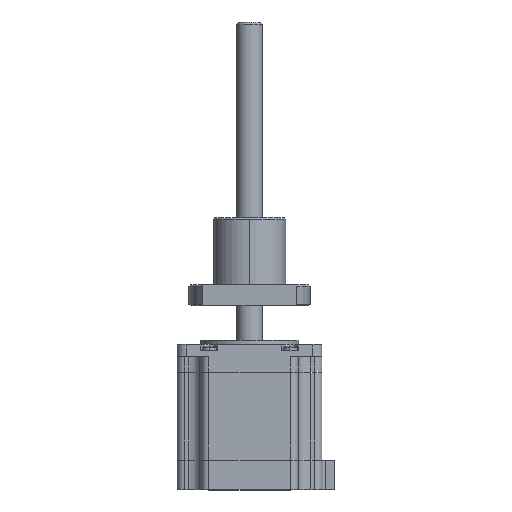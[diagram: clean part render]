
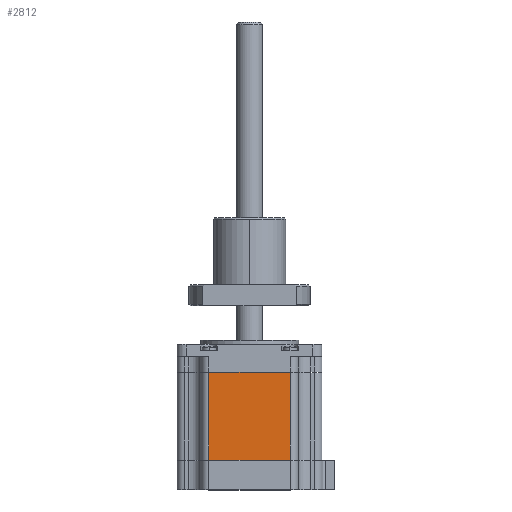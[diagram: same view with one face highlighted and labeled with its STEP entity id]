
A CAD part, top view. The second image highlights one B-rep face of the part: STEP entity #2812.
In plain terms, the highlighted planar face has unit normal (0, 0, 1).
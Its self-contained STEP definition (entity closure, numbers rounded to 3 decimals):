
#73 = DIRECTION ( 'NONE',  ( 0., 1., 0. ) ) ;
#549 = VECTOR ( 'NONE', #10068, 1000. ) ;
#815 = VERTEX_POINT ( 'NONE', #12054 ) ;
#1505 = DIRECTION ( 'NONE',  ( -1., 0., 0. ) ) ;
#1747 = ORIENTED_EDGE ( 'NONE', *, *, #11526, .T. ) ;
#1838 = LINE ( 'NONE', #5753, #5372 ) ;
#1957 = EDGE_CURVE ( 'NONE', #4834, #5917, #9277, .T. ) ;
#2158 = CARTESIAN_POINT ( 'NONE',  ( -0.579, -60.672, 91.75 ) ) ;
#2784 = CARTESIAN_POINT ( 'NONE',  ( -0.579, -60.672, 91.75 ) ) ;
#2812 = ADVANCED_FACE ( 'NONE', ( #3005 ), #6955, .F. ) ;
#3005 = FACE_OUTER_BOUND ( 'NONE', #8507, .T. ) ;
#3401 = LINE ( 'NONE', #2784, #549 ) ;
#3422 = VECTOR ( 'NONE', #3815, 1000. ) ;
#3815 = DIRECTION ( 'NONE',  ( 0., 1., 0. ) ) ;
#4661 = CARTESIAN_POINT ( 'NONE',  ( -0.579, -60.672, 91.75 ) ) ;
#4741 = CARTESIAN_POINT ( 'NONE',  ( -32.179, -26.672, 91.75 ) ) ;
#4834 = VERTEX_POINT ( 'NONE', #2158 ) ;
#5015 = DIRECTION ( 'NONE',  ( 0., -1., 0. ) ) ;
#5372 = VECTOR ( 'NONE', #1505, 1000. ) ;
#5423 = CARTESIAN_POINT ( 'NONE',  ( -32.179, -60.672, 91.75 ) ) ;
#5753 = CARTESIAN_POINT ( 'NONE',  ( -0.579, -26.672, 91.75 ) ) ;
#5777 = VERTEX_POINT ( 'NONE', #4741 ) ;
#5917 = VERTEX_POINT ( 'NONE', #5961 ) ;
#5961 = CARTESIAN_POINT ( 'NONE',  ( -0.579, -26.672, 91.75 ) ) ;
#6761 = CARTESIAN_POINT ( 'NONE',  ( -0.579, -60.672, 91.75 ) ) ;
#6849 = VECTOR ( 'NONE', #73, 1000. ) ;
#6955 = PLANE ( 'NONE',  #12396 ) ;
#7197 = ORIENTED_EDGE ( 'NONE', *, *, #8224, .F. ) ;
#8224 = EDGE_CURVE ( 'NONE', #4834, #815, #3401, .T. ) ;
#8507 = EDGE_LOOP ( 'NONE', ( #1747, #11990, #7197, #10254 ) ) ;
#9277 = LINE ( 'NONE', #6761, #3422 ) ;
#9897 = LINE ( 'NONE', #5423, #6849 ) ;
#10068 = DIRECTION ( 'NONE',  ( -1., 0., 0. ) ) ;
#10215 = EDGE_CURVE ( 'NONE', #815, #5777, #9897, .T. ) ;
#10254 = ORIENTED_EDGE ( 'NONE', *, *, #1957, .T. ) ;
#11158 = DIRECTION ( 'NONE',  ( 0., 0., -1. ) ) ;
#11526 = EDGE_CURVE ( 'NONE', #5917, #5777, #1838, .T. ) ;
#11990 = ORIENTED_EDGE ( 'NONE', *, *, #10215, .F. ) ;
#12054 = CARTESIAN_POINT ( 'NONE',  ( -32.179, -60.672, 91.75 ) ) ;
#12396 = AXIS2_PLACEMENT_3D ( 'NONE', #4661, #11158, #5015 ) ;
